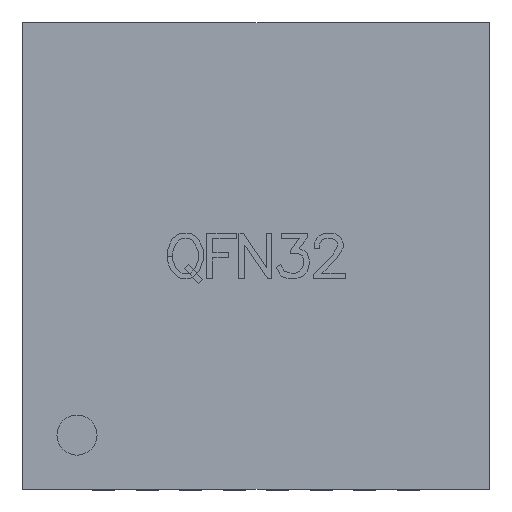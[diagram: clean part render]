
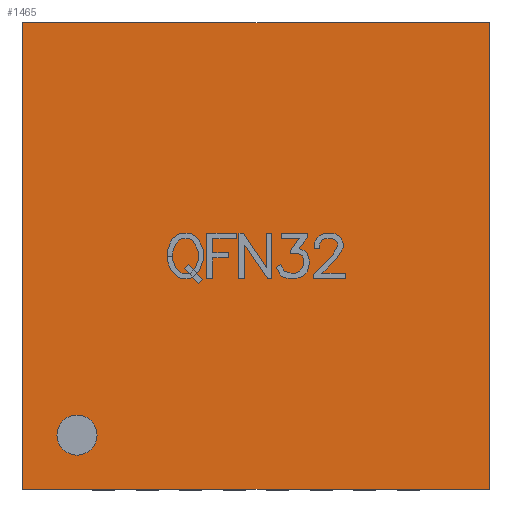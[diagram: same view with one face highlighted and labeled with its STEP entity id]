
A CAD part, top view. The second image highlights one B-rep face of the part: STEP entity #1465.
In plain terms, the highlighted planar face has unit normal (0, 0, 1).
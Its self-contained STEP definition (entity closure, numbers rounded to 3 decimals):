
#1439 = ORIENTED_EDGE ( 'NONE', *, *, #1440, .T. ) ;
#1440 = EDGE_CURVE ( 'NONE', #1441, #1442, #4204, .T. ) ;
#1441 = VERTEX_POINT ( 'NONE', #4197 ) ;
#1442 = VERTEX_POINT ( 'NONE', #4196 ) ;
#1443 = ORIENTED_EDGE ( 'NONE', *, *, #1444, .T. ) ;
#1444 = EDGE_CURVE ( 'NONE', #1442, #1445, #4195, .T. ) ;
#1445 = VERTEX_POINT ( 'NONE', #4191 ) ;
#1446 = ORIENTED_EDGE ( 'NONE', *, *, #1447, .T. ) ;
#1447 = EDGE_CURVE ( 'NONE', #1445, #1448, #4190, .T. ) ;
#1448 = VERTEX_POINT ( 'NONE', #4153 ) ;
#1449 = ORIENTED_EDGE ( 'NONE', *, *, #1450, .T. ) ;
#1450 = EDGE_CURVE ( 'NONE', #1448, #1441, #4152, .T. ) ;
#1462 = EDGE_LOOP ( 'NONE', ( #1439, #1443, #1446, #1449 ) ) ;
#1465 = ADVANCED_FACE ( 'NONE', ( #4126 ), #4188, .F. ) ;
#4126 = FACE_OUTER_BOUND ( 'NONE', #1462, .T. ) ;
#4149 = DIRECTION ( 'NONE',  ( 1., 0., 0. ) ) ;
#4150 = VECTOR ( 'NONE', #4149, 1000. ) ;
#4151 = CARTESIAN_POINT ( 'NONE',  ( -3.49, -3.49, 0.98 ) ) ;
#4152 = LINE ( 'NONE', #4151, #4150 ) ;
#4153 = CARTESIAN_POINT ( 'NONE',  ( -3.49, -3.49, 0.98 ) ) ;
#4154 = DIRECTION ( 'NONE',  ( 0., -1., 0. ) ) ;
#4155 = VECTOR ( 'NONE', #4154, 1000. ) ;
#4183 = DIRECTION ( 'NONE',  ( -1., 0., 0. ) ) ;
#4184 = DIRECTION ( 'NONE',  ( 0., 0., -1. ) ) ;
#4185 = CARTESIAN_POINT ( 'NONE',  ( -3.49, -3.49, 0.98 ) ) ;
#4187 = AXIS2_PLACEMENT_3D ( 'NONE', #4185, #4184, #4183 ) ;
#4188 = PLANE ( 'NONE',  #4187 ) ;
#4189 = CARTESIAN_POINT ( 'NONE',  ( -3.49, 3.49, 0.98 ) ) ;
#4190 = LINE ( 'NONE', #4189, #4155 ) ;
#4191 = CARTESIAN_POINT ( 'NONE',  ( -3.49, 3.49, 0.98 ) ) ;
#4192 = DIRECTION ( 'NONE',  ( -1., 0., 0. ) ) ;
#4193 = VECTOR ( 'NONE', #4192, 1000. ) ;
#4194 = CARTESIAN_POINT ( 'NONE',  ( 3.49, 3.49, 0.98 ) ) ;
#4195 = LINE ( 'NONE', #4194, #4193 ) ;
#4196 = CARTESIAN_POINT ( 'NONE',  ( 3.49, 3.49, 0.98 ) ) ;
#4197 = CARTESIAN_POINT ( 'NONE',  ( 3.49, -3.49, 0.98 ) ) ;
#4198 = DIRECTION ( 'NONE',  ( 0., 1., 0. ) ) ;
#4199 = VECTOR ( 'NONE', #4198, 1000. ) ;
#4200 = CARTESIAN_POINT ( 'NONE',  ( 3.49, -3.49, 0.98 ) ) ;
#4204 = LINE ( 'NONE', #4200, #4199 ) ;
